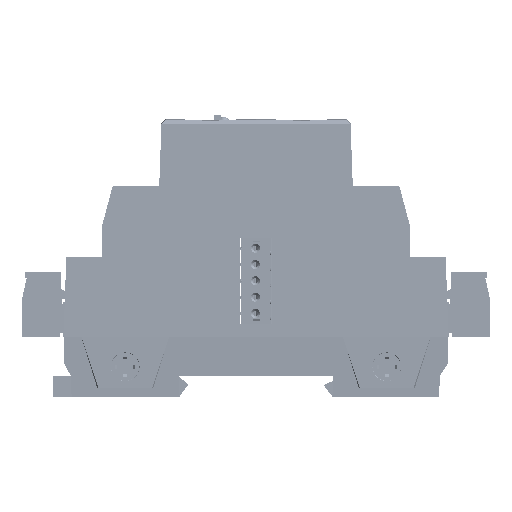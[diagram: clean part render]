
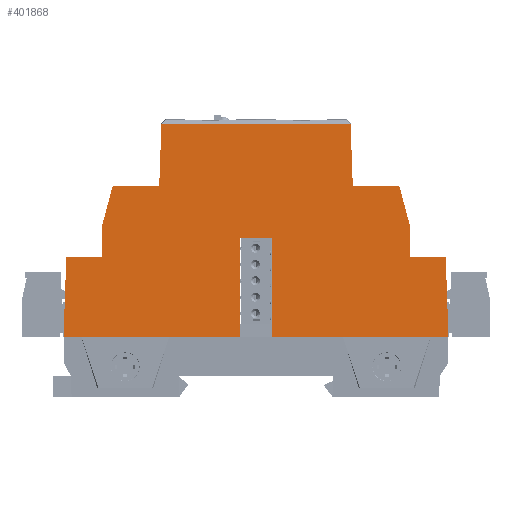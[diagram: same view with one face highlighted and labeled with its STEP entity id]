
A CAD part, left-side view. The second image highlights one B-rep face of the part: STEP entity #401868.
In plain terms, the highlighted planar face has unit normal (-1, 0, 0.018).
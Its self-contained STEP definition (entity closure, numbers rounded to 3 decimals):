
#391045=CARTESIAN_POINT('',(-52.175,-44.3,32.7));
#391046=VERTEX_POINT('',#391045);
#391053=CARTESIAN_POINT('',(-52.5,-44.95,14.1));
#391054=VERTEX_POINT('',#391053);
#391055=CARTESIAN_POINT('',(-52.468,-44.886,15.93));
#391056=DIRECTION('',(-0.017,-0.035,-0.999));
#391057=VECTOR('',#391056,1.0);
#391058=LINE('',#391055,#391057);
#391059=EDGE_CURVE('',#391046,#391054,#391058,.T.);
#396318=CARTESIAN_POINT('',(-52.044,35.891,40.231));
#396319=VERTEX_POINT('',#396318);
#396326=CARTESIAN_POINT('',(-51.886,33.483,49.3));
#396327=VERTEX_POINT('',#396326);
#396328=CARTESIAN_POINT('',(-52.186,38.046,32.116));
#396329=DIRECTION('',(0.017,-0.257,0.966));
#396330=VECTOR('',#396329,1.);
#396331=LINE('',#396328,#396330);
#396332=EDGE_CURVE('',#396319,#396327,#396331,.T.);
#401020=CARTESIAN_POINT('',(-51.631,22.091,63.865));
#401021=VERTEX_POINT('',#401020);
#401198=CARTESIAN_POINT('',(-51.886,22.6,49.3));
#401199=VERTEX_POINT('',#401198);
#401206=CARTESIAN_POINT('',(-51.886,22.6,49.289));
#401207=DIRECTION('',(0.017,-0.035,0.999));
#401208=VECTOR('',#401207,1.);
#401209=LINE('',#401206,#401208);
#401210=EDGE_CURVE('',#401199,#401021,#401209,.T.);
#401565=CARTESIAN_POINT('',(-51.631,-22.091,63.865));
#401566=VERTEX_POINT('',#401565);
#401573=CARTESIAN_POINT('',(-51.886,-22.6,49.3));
#401574=VERTEX_POINT('',#401573);
#401575=CARTESIAN_POINT('',(-51.596,-22.02,65.904));
#401576=DIRECTION('',(-0.017,-0.035,-0.999));
#401577=VECTOR('',#401576,1.);
#401578=LINE('',#401575,#401577);
#401579=EDGE_CURVE('',#401566,#401574,#401578,.T.);
#401737=CARTESIAN_POINT('',(-52.5,-21.1,14.1));
#401738=DIRECTION('',(-1.,0.,0.017));
#401739=DIRECTION('',(0.,-1.0,0.0));
#401740=AXIS2_PLACEMENT_3D('',#401737,#401738,#401739);
#401741=PLANE('',#401740);
#401742=CARTESIAN_POINT('',(-52.175,35.891,32.7));
#401743=VERTEX_POINT('',#401742);
#401744=CARTESIAN_POINT('',(-52.5,35.891,14.1));
#401745=DIRECTION('',(-0.017,0.0,-1.));
#401746=VECTOR('',#401745,1.);
#401747=LINE('',#401744,#401746);
#401748=EDGE_CURVE('',#396319,#401743,#401747,.T.);
#401749=ORIENTED_EDGE('',*,*,#401748,.T.);
#401750=CARTESIAN_POINT('',(-52.175,44.3,32.7));
#401751=VERTEX_POINT('',#401750);
#401752=CARTESIAN_POINT('',(-52.175,-21.1,32.7));
#401753=DIRECTION('',(0.0,-1.0,0.0));
#401754=VECTOR('',#401753,1.0);
#401755=LINE('',#401752,#401754);
#401756=EDGE_CURVE('',#401751,#401743,#401755,.T.);
#401757=ORIENTED_EDGE('',*,*,#401756,.F.);
#401758=CARTESIAN_POINT('',(-52.5,44.95,14.1));
#401759=VERTEX_POINT('',#401758);
#401760=CARTESIAN_POINT('',(-52.5,44.95,14.1));
#401761=DIRECTION('',(0.017,-0.035,0.999));
#401762=VECTOR('',#401761,1.);
#401763=LINE('',#401760,#401762);
#401764=EDGE_CURVE('',#401759,#401751,#401763,.T.);
#401765=ORIENTED_EDGE('',*,*,#401764,.F.);
#401766=CARTESIAN_POINT('',(-52.5,3.75,14.1));
#401767=VERTEX_POINT('',#401766);
#401768=CARTESIAN_POINT('',(-52.5,22.052,14.1));
#401769=DIRECTION('',(0.0,1.0,0.0));
#401770=VECTOR('',#401769,1.0);
#401771=LINE('',#401768,#401770);
#401772=EDGE_CURVE('',#401767,#401759,#401771,.T.);
#401773=ORIENTED_EDGE('',*,*,#401772,.F.);
#401774=CARTESIAN_POINT('',(-52.099,3.75,37.1));
#401775=VERTEX_POINT('',#401774);
#401776=CARTESIAN_POINT('',(-52.5,3.75,14.1));
#401777=DIRECTION('',(-0.017,0.0,-1.));
#401778=VECTOR('',#401777,1.);
#401779=LINE('',#401776,#401778);
#401780=EDGE_CURVE('',#401775,#401767,#401779,.T.);
#401781=ORIENTED_EDGE('',*,*,#401780,.F.);
#401782=CARTESIAN_POINT('',(-52.099,-3.75,37.1));
#401783=VERTEX_POINT('',#401782);
#401784=CARTESIAN_POINT('',(-52.099,-3.75,37.1));
#401785=DIRECTION('',(0.0,1.0,0.0));
#401786=VECTOR('',#401785,1.0);
#401787=LINE('',#401784,#401786);
#401788=EDGE_CURVE('',#401783,#401775,#401787,.T.);
#401789=ORIENTED_EDGE('',*,*,#401788,.F.);
#401790=CARTESIAN_POINT('',(-52.5,-3.75,14.1));
#401791=VERTEX_POINT('',#401790);
#401792=CARTESIAN_POINT('',(-52.514,-3.75,13.315));
#401793=DIRECTION('',(0.017,0.0,1.));
#401794=VECTOR('',#401793,1.);
#401795=LINE('',#401792,#401794);
#401796=EDGE_CURVE('',#401791,#401783,#401795,.T.);
#401797=ORIENTED_EDGE('',*,*,#401796,.F.);
#401798=CARTESIAN_POINT('',(-52.5,22.052,14.1));
#401799=DIRECTION('',(0.0,1.0,0.0));
#401800=VECTOR('',#401799,1.0);
#401801=LINE('',#401798,#401800);
#401802=EDGE_CURVE('',#391054,#401791,#401801,.T.);
#401803=ORIENTED_EDGE('',*,*,#401802,.F.);
#401804=ORIENTED_EDGE('',*,*,#391059,.F.);
#401805=CARTESIAN_POINT('',(-52.175,-35.891,32.7));
#401806=VERTEX_POINT('',#401805);
#401807=CARTESIAN_POINT('',(-52.175,-21.1,32.7));
#401808=DIRECTION('',(0.0,-1.0,0.0));
#401809=VECTOR('',#401808,1.0);
#401810=LINE('',#401807,#401809);
#401811=EDGE_CURVE('',#401806,#391046,#401810,.T.);
#401812=ORIENTED_EDGE('',*,*,#401811,.F.);
#401813=CARTESIAN_POINT('',(-52.044,-35.891,40.231));
#401814=VERTEX_POINT('',#401813);
#401815=CARTESIAN_POINT('',(-52.5,-35.891,14.1));
#401816=DIRECTION('',(-0.017,0.0,-1.));
#401817=VECTOR('',#401816,1.);
#401818=LINE('',#401815,#401817);
#401819=EDGE_CURVE('',#401814,#401806,#401818,.T.);
#401820=ORIENTED_EDGE('',*,*,#401819,.F.);
#401821=CARTESIAN_POINT('',(-51.886,-33.483,49.3));
#401822=VERTEX_POINT('',#401821);
#401823=CARTESIAN_POINT('',(-52.156,-37.591,33.827));
#401824=DIRECTION('',(-0.017,-0.257,-0.966));
#401825=VECTOR('',#401824,1.);
#401826=LINE('',#401823,#401825);
#401827=EDGE_CURVE('',#401822,#401814,#401826,.T.);
#401828=ORIENTED_EDGE('',*,*,#401827,.F.);
#401829=CARTESIAN_POINT('',(-51.886,-22.6,49.3));
#401830=VERTEX_POINT('',#401829);
#401831=CARTESIAN_POINT('',(-51.886,-21.1,49.3));
#401832=DIRECTION('',(0.0,-1.0,0.0));
#401833=VECTOR('',#401832,1.0);
#401834=LINE('',#401831,#401833);
#401835=EDGE_CURVE('',#401830,#401822,#401834,.T.);
#401836=ORIENTED_EDGE('',*,*,#401835,.F.);
#401837=CARTESIAN_POINT('',(-51.576,-22.6,67.017));
#401838=DIRECTION('',(-0.017,0.0,-1.));
#401839=VECTOR('',#401838,1.);
#401840=LINE('',#401837,#401839);
#401841=EDGE_CURVE('',#401574,#401830,#401840,.T.);
#401842=ORIENTED_EDGE('',*,*,#401841,.F.);
#401843=ORIENTED_EDGE('',*,*,#401579,.F.);
#401844=CARTESIAN_POINT('',(-51.631,-21.1,63.865));
#401845=DIRECTION('',(0.,1.,0.));
#401846=VECTOR('',#401845,1.);
#401847=LINE('',#401844,#401846);
#401848=EDGE_CURVE('',#401566,#401021,#401847,.T.);
#401849=ORIENTED_EDGE('',*,*,#401848,.T.);
#401850=ORIENTED_EDGE('',*,*,#401210,.F.);
#401851=CARTESIAN_POINT('',(-51.886,22.6,49.3));
#401852=VERTEX_POINT('',#401851);
#401853=CARTESIAN_POINT('',(-51.608,22.6,65.184));
#401854=DIRECTION('',(0.017,0.0,1.));
#401855=VECTOR('',#401854,1.);
#401856=LINE('',#401853,#401855);
#401857=EDGE_CURVE('',#401852,#401199,#401856,.T.);
#401858=ORIENTED_EDGE('',*,*,#401857,.F.);
#401859=CARTESIAN_POINT('',(-51.886,-21.1,49.3));
#401860=DIRECTION('',(0.0,-1.0,0.0));
#401861=VECTOR('',#401860,1.0);
#401862=LINE('',#401859,#401861);
#401863=EDGE_CURVE('',#396327,#401852,#401862,.T.);
#401864=ORIENTED_EDGE('',*,*,#401863,.F.);
#401865=ORIENTED_EDGE('',*,*,#396332,.F.);
#401866=EDGE_LOOP('',(#401749,#401757,#401765,#401773,#401781,#401789,#401797,#401803,#401804,#401812,#401820,#401828,#401836,#401842,#401843,#401849,#401850,#401858,#401864,#401865));
#401867=FACE_OUTER_BOUND('',#401866,.T.);
#401868=ADVANCED_FACE('',(#401867),#401741,.T.);
